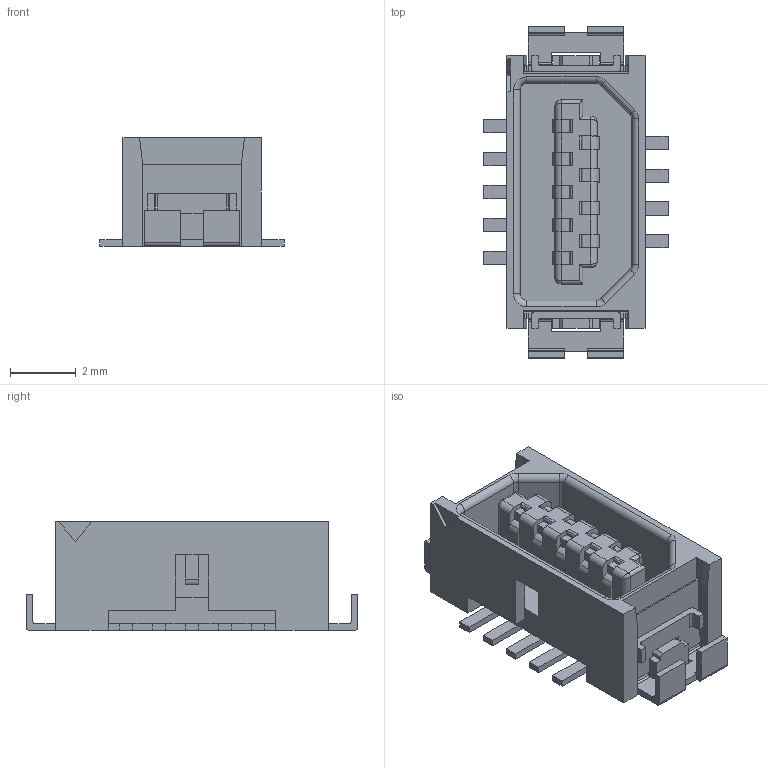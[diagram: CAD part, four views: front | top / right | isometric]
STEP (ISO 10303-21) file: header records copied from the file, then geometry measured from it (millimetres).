
FILE_DESCRIPTION(('OneSpaceDesigner STEP Export'),'2;1');
FILE_NAME('DF9B-9P-1V.stp','2008-03-26T16:49:56',(''),(''),'OneSpace Designer STEP processor for AP203 (Solid Model)','OneSpace Designer 13.00 26-Oct-2004 (C) CoCreate Software GmbH','');
FILE_SCHEMA(('CONFIG_CONTROL_DESIGN'));
Length unit declared in the file: millimetre
Products named in the file (2): DF9B-9P-1V; DF9B-9P-1V.stp
Assembly tree (1 placements, depth 2):
  DF9B-9P-1V.stp
    DF9B-9P-1V
Bounding box: 5.6 x 10.1 x 3.3 mm (x, y, z)
Volume: 71.6 mm3; surface area: 279.8 mm2
Topology: 1 solids, 1 shells, 484 faces, 1349 edges, 868 vertices
Faces by surface type: plane 326, cylinder 148, torus 6, bspline 4
Entity records: 14800 total; most frequent: CARTESIAN_POINT 2859, ORIENTED_EDGE 2690, DIRECTION 2158, EDGE_CURVE 1345, VECTOR 1016, LINE 1016, VERTEX_POINT 868, AXIS2_PLACEMENT_3D 571
